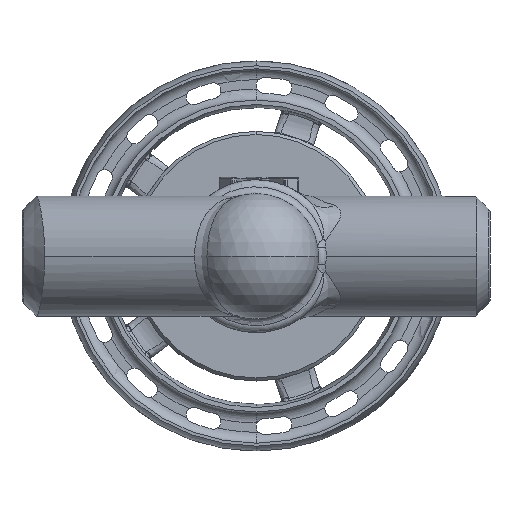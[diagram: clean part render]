
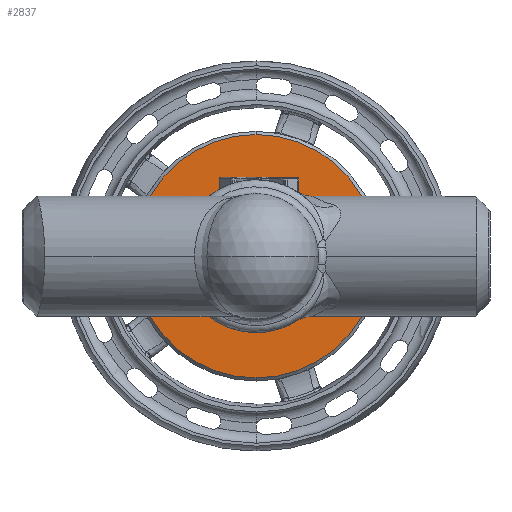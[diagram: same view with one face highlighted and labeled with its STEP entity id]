
A CAD part, front view. The second image highlights one B-rep face of the part: STEP entity #2837.
In plain terms, the highlighted planar face has unit normal (0, -1, 0).
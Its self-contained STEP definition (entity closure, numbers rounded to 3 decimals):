
#230 = DIRECTION ( 'NONE',  ( 0., -1., 0. ) ) ;
#2797 = DIRECTION ( 'NONE',  ( 0., 0., -1. ) ) ;
#2837 = ADVANCED_FACE ( 'NONE', ( #48831, #59771 ), #55556, .T. ) ;
#3131 = DIRECTION ( 'NONE',  ( 0., 0., -1. ) ) ;
#7065 = DIRECTION ( 'NONE',  ( 0., -1., 0. ) ) ;
#9140 = CARTESIAN_POINT ( 'NONE',  ( 0., 71.752, 0. ) ) ;
#10155 = EDGE_CURVE ( 'NONE', #31198, #43244, #38724, .T. ) ;
#12435 = CARTESIAN_POINT ( 'NONE',  ( 0., 71.752, -78. ) ) ;
#13465 = CARTESIAN_POINT ( 'NONE',  ( -48.577, 71.752, 0. ) ) ;
#13831 = DIRECTION ( 'NONE',  ( 0., 0., -1. ) ) ;
#15343 = EDGE_LOOP ( 'NONE', ( #15820, #47405 ) ) ;
#15820 = ORIENTED_EDGE ( 'NONE', *, *, #19759, .F. ) ;
#15936 = DIRECTION ( 'NONE',  ( 0., -1., 0. ) ) ;
#16037 = VERTEX_POINT ( 'NONE', #12435 ) ;
#16712 = ORIENTED_EDGE ( 'NONE', *, *, #43420, .T. ) ;
#17525 = CARTESIAN_POINT ( 'NONE',  ( 47., 71.752, 0. ) ) ;
#18474 = VERTEX_POINT ( 'NONE', #38000 ) ;
#18529 = ORIENTED_EDGE ( 'NONE', *, *, #37860, .T. ) ;
#19759 = EDGE_CURVE ( 'NONE', #43244, #31198, #46925, .T. ) ;
#21912 = CIRCLE ( 'NONE', #35758, 78. ) ;
#22217 = AXIS2_PLACEMENT_3D ( 'NONE', #44063, #15936, #48801 ) ;
#31198 = VERTEX_POINT ( 'NONE', #13465 ) ;
#31735 = AXIS2_PLACEMENT_3D ( 'NONE', #56657, #230, #2797 ) ;
#31961 = EDGE_LOOP ( 'NONE', ( #18529, #16712 ) ) ;
#35187 = CARTESIAN_POINT ( 'NONE',  ( 0., 71.752, 0. ) ) ;
#35758 = AXIS2_PLACEMENT_3D ( 'NONE', #9140, #41940, #13831 ) ;
#37182 = AXIS2_PLACEMENT_3D ( 'NONE', #17525, #59186, #3131 ) ;
#37860 = EDGE_CURVE ( 'NONE', #18474, #16037, #21912, .T. ) ;
#38000 = CARTESIAN_POINT ( 'NONE',  ( 0., 71.752, 78. ) ) ;
#38724 = CIRCLE ( 'NONE', #31735, 48.577 ) ;
#39923 = DIRECTION ( 'NONE',  ( 0., 0., -1. ) ) ;
#41940 = DIRECTION ( 'NONE',  ( 0., -1., 0. ) ) ;
#43244 = VERTEX_POINT ( 'NONE', #56391 ) ;
#43420 = EDGE_CURVE ( 'NONE', #16037, #18474, #47581, .T. ) ;
#44063 = CARTESIAN_POINT ( 'NONE',  ( 0., 71.752, 0. ) ) ;
#46925 = CIRCLE ( 'NONE', #49834, 48.577 ) ;
#47405 = ORIENTED_EDGE ( 'NONE', *, *, #10155, .F. ) ;
#47581 = CIRCLE ( 'NONE', #22217, 78. ) ;
#48801 = DIRECTION ( 'NONE',  ( 0., 0., -1. ) ) ;
#48831 = FACE_BOUND ( 'NONE', #15343, .T. ) ;
#49834 = AXIS2_PLACEMENT_3D ( 'NONE', #35187, #7065, #39923 ) ;
#55556 = PLANE ( 'NONE',  #37182 ) ;
#56391 = CARTESIAN_POINT ( 'NONE',  ( 48.577, 71.752, 0. ) ) ;
#56657 = CARTESIAN_POINT ( 'NONE',  ( 0., 71.752, 0. ) ) ;
#59186 = DIRECTION ( 'NONE',  ( 0., -1., 0. ) ) ;
#59771 = FACE_OUTER_BOUND ( 'NONE', #31961, .T. ) ;
